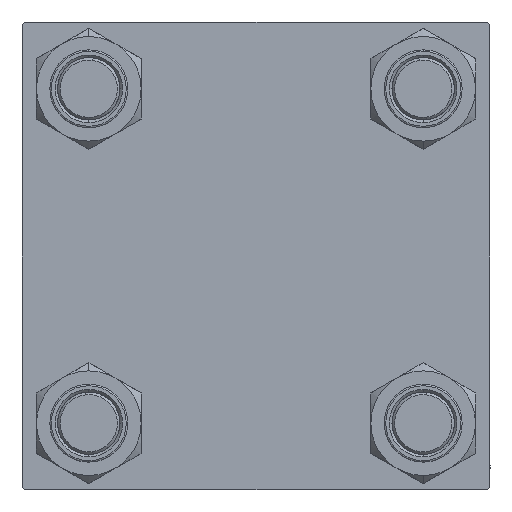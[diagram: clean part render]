
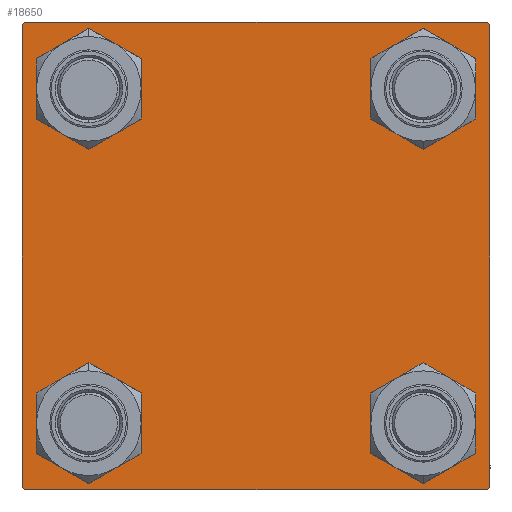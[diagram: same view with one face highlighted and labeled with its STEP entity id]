
A CAD part, left-side view. The second image highlights one B-rep face of the part: STEP entity #18650.
In plain terms, the highlighted planar face has unit normal (-1, 0, 0).
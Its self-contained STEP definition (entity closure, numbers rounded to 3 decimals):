
#333 = CIRCLE ( 'NONE', #14946, 6.5 ) ;
#953 = LINE ( 'NONE', #27711, #3075 ) ;
#1166 = VERTEX_POINT ( 'NONE', #40770 ) ;
#1561 = EDGE_CURVE ( 'NONE', #14182, #36249, #11406, .T. ) ;
#1895 = DIRECTION ( 'NONE',  ( 1., 0., 0. ) ) ;
#2037 = DIRECTION ( 'NONE',  ( 0., -1., 0. ) ) ;
#2112 = ORIENTED_EDGE ( 'NONE', *, *, #29212, .T. ) ;
#2458 = VECTOR ( 'NONE', #33266, 1000. ) ;
#2566 = CARTESIAN_POINT ( 'NONE',  ( 0., -32.15, 25.65 ) ) ;
#3026 = DIRECTION ( 'NONE',  ( 1., 0., 0. ) ) ;
#3075 = VECTOR ( 'NONE', #42749, 1000. ) ;
#3199 = LINE ( 'NONE', #3459, #31474 ) ;
#3446 = EDGE_LOOP ( 'NONE', ( #45336, #47725 ) ) ;
#3459 = CARTESIAN_POINT ( 'NONE',  ( 0., 44.75, 44.75 ) ) ;
#3749 = DIRECTION ( 'NONE',  ( 0., 0., 1. ) ) ;
#4215 = EDGE_CURVE ( 'NONE', #29547, #23100, #953, .T. ) ;
#4418 = DIRECTION ( 'NONE',  ( 1., 0., 0. ) ) ;
#4659 = CARTESIAN_POINT ( 'NONE',  ( 0., -32.15, -32.15 ) ) ;
#5703 = EDGE_CURVE ( 'NONE', #40106, #35509, #36466, .T. ) ;
#5739 = CARTESIAN_POINT ( 'NONE',  ( 0., 32.15, -25.65 ) ) ;
#5842 = CARTESIAN_POINT ( 'NONE',  ( 0., 0., 0. ) ) ;
#7526 = EDGE_LOOP ( 'NONE', ( #44408, #2112 ) ) ;
#8123 = LINE ( 'NONE', #23678, #29290 ) ;
#8531 = EDGE_CURVE ( 'NONE', #42899, #29547, #39672, .T. ) ;
#8597 = CARTESIAN_POINT ( 'NONE',  ( 0., -32.15, 38.65 ) ) ;
#9084 = AXIS2_PLACEMENT_3D ( 'NONE', #35256, #31193, #39329 ) ;
#9293 = CARTESIAN_POINT ( 'NONE',  ( 0., 32.15, 32.15 ) ) ;
#9536 = ORIENTED_EDGE ( 'NONE', *, *, #1561, .T. ) ;
#9648 = EDGE_CURVE ( 'NONE', #1166, #45003, #43140, .T. ) ;
#9665 = DIRECTION ( 'NONE',  ( 0., 0., 1. ) ) ;
#9683 = LINE ( 'NONE', #44605, #27321 ) ;
#10976 = EDGE_CURVE ( 'NONE', #12273, #25705, #21565, .T. ) ;
#11406 = LINE ( 'NONE', #47079, #48700 ) ;
#12265 = CARTESIAN_POINT ( 'NONE',  ( 0., 32.15, -38.65 ) ) ;
#12273 = VERTEX_POINT ( 'NONE', #28338 ) ;
#12929 = ORIENTED_EDGE ( 'NONE', *, *, #10976, .T. ) ;
#13274 = VERTEX_POINT ( 'NONE', #2566 ) ;
#13349 = EDGE_CURVE ( 'NONE', #17761, #18139, #14758, .T. ) ;
#13823 = ORIENTED_EDGE ( 'NONE', *, *, #5703, .T. ) ;
#14182 = VERTEX_POINT ( 'NONE', #18973 ) ;
#14224 = CIRCLE ( 'NONE', #34161, 6.5 ) ;
#14758 = CIRCLE ( 'NONE', #35097, 6.5 ) ;
#14882 = ORIENTED_EDGE ( 'NONE', *, *, #36107, .F. ) ;
#14946 = AXIS2_PLACEMENT_3D ( 'NONE', #39145, #50371, #3749 ) ;
#16389 = FACE_OUTER_BOUND ( 'NONE', #28231, .T. ) ;
#17300 = CARTESIAN_POINT ( 'NONE',  ( 0., -32.15, -32.15 ) ) ;
#17379 = CIRCLE ( 'NONE', #18215, 6.5 ) ;
#17761 = VERTEX_POINT ( 'NONE', #5739 ) ;
#17914 = EDGE_CURVE ( 'NONE', #13274, #41849, #47364, .T. ) ;
#17980 = CARTESIAN_POINT ( 'NONE',  ( 0., -44.75, 44.75 ) ) ;
#18075 = ORIENTED_EDGE ( 'NONE', *, *, #4215, .T. ) ;
#18139 = VERTEX_POINT ( 'NONE', #12265 ) ;
#18215 = AXIS2_PLACEMENT_3D ( 'NONE', #29616, #49233, #21994 ) ;
#18230 = DIRECTION ( 'NONE',  ( 0., -1., 0. ) ) ;
#18650 = ADVANCED_FACE ( 'NONE', ( #32853, #21404, #44586, #28104, #16389 ), #39307, .T. ) ;
#18973 = CARTESIAN_POINT ( 'NONE',  ( 0., -44.5, -45. ) ) ;
#19999 = ORIENTED_EDGE ( 'NONE', *, *, #39562, .T. ) ;
#20006 = AXIS2_PLACEMENT_3D ( 'NONE', #31369, #43100, #34697 ) ;
#20086 = CARTESIAN_POINT ( 'NONE',  ( 0., 44.5, 45. ) ) ;
#20815 = CARTESIAN_POINT ( 'NONE',  ( 0., -32.15, -38.65 ) ) ;
#21089 = ORIENTED_EDGE ( 'NONE', *, *, #17914, .T. ) ;
#21404 = FACE_BOUND ( 'NONE', #23061, .T. ) ;
#21565 = LINE ( 'NONE', #17980, #2458 ) ;
#21944 = VECTOR ( 'NONE', #24889, 1000. ) ;
#21994 = DIRECTION ( 'NONE',  ( 0., 0., 1. ) ) ;
#22414 = DIRECTION ( 'NONE',  ( 0., 0., 1. ) ) ;
#23061 = EDGE_LOOP ( 'NONE', ( #13823, #32704 ) ) ;
#23100 = VERTEX_POINT ( 'NONE', #24886 ) ;
#23678 = CARTESIAN_POINT ( 'NONE',  ( 0., -45., 45. ) ) ;
#24667 = CARTESIAN_POINT ( 'NONE',  ( 0., -45., -44.5 ) ) ;
#24886 = CARTESIAN_POINT ( 'NONE',  ( 0., 44.5, -45. ) ) ;
#24889 = DIRECTION ( 'NONE',  ( 0., 0., -1. ) ) ;
#25007 = CARTESIAN_POINT ( 'NONE',  ( 0., -32.15, -25.65 ) ) ;
#25705 = VERTEX_POINT ( 'NONE', #38533 ) ;
#25889 = AXIS2_PLACEMENT_3D ( 'NONE', #17300, #40211, #32318 ) ;
#26487 = VERTEX_POINT ( 'NONE', #20086 ) ;
#26858 = AXIS2_PLACEMENT_3D ( 'NONE', #9293, #1895, #32228 ) ;
#26919 = CARTESIAN_POINT ( 'NONE',  ( 0., 45., 44.5 ) ) ;
#27321 = VECTOR ( 'NONE', #2037, 1000. ) ;
#27711 = CARTESIAN_POINT ( 'NONE',  ( 0., 44.75, -44.75 ) ) ;
#28104 = FACE_BOUND ( 'NONE', #7526, .T. ) ;
#28231 = EDGE_LOOP ( 'NONE', ( #43636, #18075, #50323, #9536, #43709, #12929, #14882, #19999 ) ) ;
#28338 = CARTESIAN_POINT ( 'NONE',  ( 0., -45., 44.5 ) ) ;
#28663 = EDGE_CURVE ( 'NONE', #41849, #13274, #333, .T. ) ;
#29212 = EDGE_CURVE ( 'NONE', #45003, #1166, #17379, .T. ) ;
#29290 = VECTOR ( 'NONE', #31057, 1000. ) ;
#29547 = VERTEX_POINT ( 'NONE', #42792 ) ;
#29616 = CARTESIAN_POINT ( 'NONE',  ( 0., 32.15, 32.15 ) ) ;
#29680 = LINE ( 'NONE', #45245, #32454 ) ;
#30233 = EDGE_LOOP ( 'NONE', ( #41569, #21089 ) ) ;
#31057 = DIRECTION ( 'NONE',  ( 0., 0., -1. ) ) ;
#31193 = DIRECTION ( 'NONE',  ( 1., 0., 0. ) ) ;
#31369 = CARTESIAN_POINT ( 'NONE',  ( 0., 32.15, -32.15 ) ) ;
#31376 = CIRCLE ( 'NONE', #20006, 6.5 ) ;
#31474 = VECTOR ( 'NONE', #50083, 1000. ) ;
#32228 = DIRECTION ( 'NONE',  ( 0., 0., 1. ) ) ;
#32318 = DIRECTION ( 'NONE',  ( 0., 0., 1. ) ) ;
#32454 = VECTOR ( 'NONE', #18230, 1000. ) ;
#32704 = ORIENTED_EDGE ( 'NONE', *, *, #47348, .T. ) ;
#32713 = AXIS2_PLACEMENT_3D ( 'NONE', #5842, #36917, #9665 ) ;
#32853 = FACE_BOUND ( 'NONE', #30233, .T. ) ;
#33266 = DIRECTION ( 'NONE',  ( 0., 0.707, 0.707 ) ) ;
#33585 = EDGE_CURVE ( 'NONE', #18139, #17761, #31376, .T. ) ;
#34161 = AXIS2_PLACEMENT_3D ( 'NONE', #4659, #4418, #35241 ) ;
#34697 = DIRECTION ( 'NONE',  ( 0., 0., 1. ) ) ;
#35085 = DIRECTION ( 'NONE',  ( 0., -0.707, 0.707 ) ) ;
#35097 = AXIS2_PLACEMENT_3D ( 'NONE', #41259, #3026, #22414 ) ;
#35241 = DIRECTION ( 'NONE',  ( 0., 0., 1. ) ) ;
#35256 = CARTESIAN_POINT ( 'NONE',  ( 0., -32.15, 32.15 ) ) ;
#35509 = VERTEX_POINT ( 'NONE', #20815 ) ;
#36107 = EDGE_CURVE ( 'NONE', #26487, #25705, #9683, .T. ) ;
#36249 = VERTEX_POINT ( 'NONE', #24667 ) ;
#36466 = CIRCLE ( 'NONE', #25889, 6.5 ) ;
#36543 = CARTESIAN_POINT ( 'NONE',  ( 0., 32.15, 25.65 ) ) ;
#36917 = DIRECTION ( 'NONE',  ( -1., 0., 0. ) ) ;
#38533 = CARTESIAN_POINT ( 'NONE',  ( 0., -44.5, 45. ) ) ;
#39145 = CARTESIAN_POINT ( 'NONE',  ( 0., -32.15, 32.15 ) ) ;
#39307 = PLANE ( 'NONE',  #32713 ) ;
#39329 = DIRECTION ( 'NONE',  ( 0., 0., 1. ) ) ;
#39562 = EDGE_CURVE ( 'NONE', #26487, #42899, #3199, .T. ) ;
#39672 = LINE ( 'NONE', #43765, #21944 ) ;
#40106 = VERTEX_POINT ( 'NONE', #25007 ) ;
#40211 = DIRECTION ( 'NONE',  ( 1., 0., 0. ) ) ;
#40770 = CARTESIAN_POINT ( 'NONE',  ( 0., 32.15, 38.65 ) ) ;
#41259 = CARTESIAN_POINT ( 'NONE',  ( 0., 32.15, -32.15 ) ) ;
#41569 = ORIENTED_EDGE ( 'NONE', *, *, #28663, .T. ) ;
#41849 = VERTEX_POINT ( 'NONE', #8597 ) ;
#42749 = DIRECTION ( 'NONE',  ( 0., -0.707, -0.707 ) ) ;
#42792 = CARTESIAN_POINT ( 'NONE',  ( 0., 45., -44.5 ) ) ;
#42899 = VERTEX_POINT ( 'NONE', #26919 ) ;
#43100 = DIRECTION ( 'NONE',  ( 1., 0., 0. ) ) ;
#43140 = CIRCLE ( 'NONE', #26858, 6.5 ) ;
#43636 = ORIENTED_EDGE ( 'NONE', *, *, #8531, .T. ) ;
#43709 = ORIENTED_EDGE ( 'NONE', *, *, #47815, .F. ) ;
#43765 = CARTESIAN_POINT ( 'NONE',  ( 0., 45., 45. ) ) ;
#44408 = ORIENTED_EDGE ( 'NONE', *, *, #9648, .T. ) ;
#44586 = FACE_BOUND ( 'NONE', #3446, .T. ) ;
#44605 = CARTESIAN_POINT ( 'NONE',  ( 0., 45., 45. ) ) ;
#45003 = VERTEX_POINT ( 'NONE', #36543 ) ;
#45245 = CARTESIAN_POINT ( 'NONE',  ( 0., 45., -45. ) ) ;
#45336 = ORIENTED_EDGE ( 'NONE', *, *, #13349, .T. ) ;
#47079 = CARTESIAN_POINT ( 'NONE',  ( 0., -44.75, -44.75 ) ) ;
#47348 = EDGE_CURVE ( 'NONE', #35509, #40106, #14224, .T. ) ;
#47364 = CIRCLE ( 'NONE', #9084, 6.5 ) ;
#47725 = ORIENTED_EDGE ( 'NONE', *, *, #33585, .T. ) ;
#47815 = EDGE_CURVE ( 'NONE', #12273, #36249, #8123, .T. ) ;
#48700 = VECTOR ( 'NONE', #35085, 1000. ) ;
#49067 = EDGE_CURVE ( 'NONE', #23100, #14182, #29680, .T. ) ;
#49233 = DIRECTION ( 'NONE',  ( 1., 0., 0. ) ) ;
#50083 = DIRECTION ( 'NONE',  ( 0., 0.707, -0.707 ) ) ;
#50323 = ORIENTED_EDGE ( 'NONE', *, *, #49067, .T. ) ;
#50371 = DIRECTION ( 'NONE',  ( 1., 0., 0. ) ) ;
